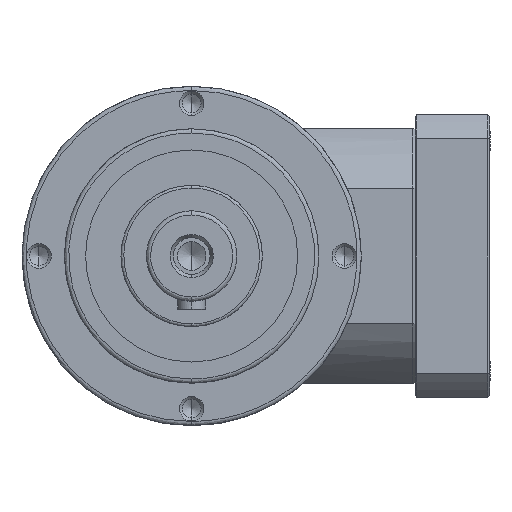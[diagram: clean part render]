
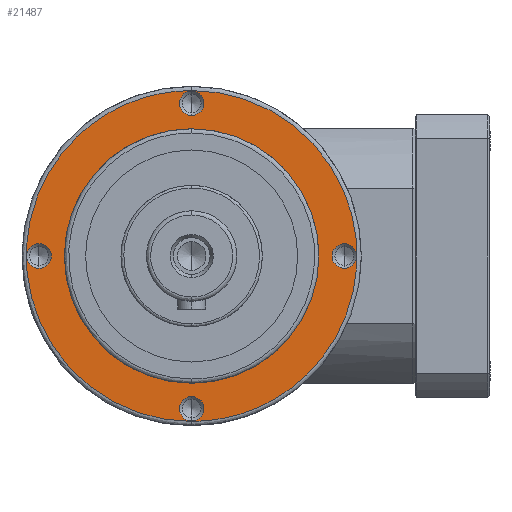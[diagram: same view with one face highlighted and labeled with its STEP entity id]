
A CAD part, left-side view. The second image highlights one B-rep face of the part: STEP entity #21487.
In plain terms, the highlighted face is planar.
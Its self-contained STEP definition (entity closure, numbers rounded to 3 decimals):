
#24 = AXIS2_PLACEMENT_3D ( 'NONE', #12952, #28658, #15178 ) ;
#1078 = ORIENTED_EDGE ( 'NONE', *, *, #10567, .T. ) ;
#1243 = DIRECTION ( 'NONE',  ( 1., 0., 0. ) ) ;
#1289 = EDGE_LOOP ( 'NONE', ( #5153, #7578 ) ) ;
#1440 = CARTESIAN_POINT ( 'NONE',  ( -49.676, 0., 64. ) ) ;
#1465 = EDGE_LOOP ( 'NONE', ( #11052, #4236 ) ) ;
#1482 = DIRECTION ( 'NONE',  ( 0., 0., -1. ) ) ;
#1704 = VERTEX_POINT ( 'NONE', #1440 ) ;
#2414 = VERTEX_POINT ( 'NONE', #25492 ) ;
#2772 = CARTESIAN_POINT ( 'NONE',  ( -54., 0., 64. ) ) ;
#3958 = VERTEX_POINT ( 'NONE', #27869 ) ;
#4236 = ORIENTED_EDGE ( 'NONE', *, *, #9308, .T. ) ;
#4430 = CIRCLE ( 'NONE', #29040, 45. ) ;
#4798 = DIRECTION ( 'NONE',  ( 0., 0., -1. ) ) ;
#4973 = DIRECTION ( 'NONE',  ( 1., 0., 0. ) ) ;
#5153 = ORIENTED_EDGE ( 'NONE', *, *, #11768, .T. ) ;
#5233 = CARTESIAN_POINT ( 'NONE',  ( 58.5, 0., 64. ) ) ;
#5239 = CARTESIAN_POINT ( 'NONE',  ( 0., 54., 64. ) ) ;
#5985 = CARTESIAN_POINT ( 'NONE',  ( -58.5, -117., 64. ) ) ;
#6871 = EDGE_LOOP ( 'NONE', ( #11365, #20090 ) ) ;
#7032 = FACE_BOUND ( 'NONE', #8249, .T. ) ;
#7104 = CARTESIAN_POINT ( 'NONE',  ( 0., 0., 64. ) ) ;
#7330 = ORIENTED_EDGE ( 'NONE', *, *, #20031, .F. ) ;
#7420 = EDGE_CURVE ( 'NONE', #12710, #23249, #26544, .T. ) ;
#7431 = DIRECTION ( 'NONE',  ( 1., 0., 0. ) ) ;
#7459 = ORIENTED_EDGE ( 'NONE', *, *, #16775, .T. ) ;
#7578 = ORIENTED_EDGE ( 'NONE', *, *, #8699, .T. ) ;
#7781 = EDGE_CURVE ( 'NONE', #1704, #19122, #18691, .T. ) ;
#8097 = CARTESIAN_POINT ( 'NONE',  ( -54., 0., 64. ) ) ;
#8249 = EDGE_LOOP ( 'NONE', ( #9264, #1078 ) ) ;
#8268 = AXIS2_PLACEMENT_3D ( 'NONE', #18052, #4798, #20421 ) ;
#8356 = EDGE_CURVE ( 'NONE', #13682, #21287, #25038, .T. ) ;
#8699 = EDGE_CURVE ( 'NONE', #3958, #28049, #4430, .T. ) ;
#9264 = ORIENTED_EDGE ( 'NONE', *, *, #7781, .T. ) ;
#9289 = DIRECTION ( 'NONE',  ( 1., 0., 0. ) ) ;
#9308 = EDGE_CURVE ( 'NONE', #11260, #2414, #12215, .T. ) ;
#9757 = ORIENTED_EDGE ( 'NONE', *, *, #11961, .F. ) ;
#9851 = EDGE_CURVE ( 'NONE', #2414, #11260, #25429, .T. ) ;
#10277 = CARTESIAN_POINT ( 'NONE',  ( -45., 0., 64. ) ) ;
#10358 = DIRECTION ( 'NONE',  ( 1., 0., 0. ) ) ;
#10567 = EDGE_CURVE ( 'NONE', #19122, #1704, #19709, .T. ) ;
#10859 = CARTESIAN_POINT ( 'NONE',  ( 54., 0., 64. ) ) ;
#11052 = ORIENTED_EDGE ( 'NONE', *, *, #9851, .T. ) ;
#11260 = VERTEX_POINT ( 'NONE', #20798 ) ;
#11365 = ORIENTED_EDGE ( 'NONE', *, *, #13725, .T. ) ;
#11463 = CARTESIAN_POINT ( 'NONE',  ( 0., 0., 64. ) ) ;
#11768 = EDGE_CURVE ( 'NONE', #28049, #3958, #14099, .T. ) ;
#11869 = CARTESIAN_POINT ( 'NONE',  ( -58.5, 117., 64. ) ) ;
#11961 = EDGE_CURVE ( 'NONE', #13562, #17795, #24130, .T. ) ;
#12139 = DIRECTION ( 'NONE',  ( 0., 0., -1. ) ) ;
#12215 = CIRCLE ( 'NONE', #23125, 4.324 ) ;
#12710 = VERTEX_POINT ( 'NONE', #14445 ) ;
#12952 = CARTESIAN_POINT ( 'NONE',  ( 0., -54., 64. ) ) ;
#13050 = FACE_OUTER_BOUND ( 'NONE', #24497, .T. ) ;
#13206 = DIRECTION ( 'NONE',  ( 1., 0., 0. ) ) ;
#13562 = VERTEX_POINT ( 'NONE', #24000 ) ;
#13682 = VERTEX_POINT ( 'NONE', #24473 ) ;
#13725 = EDGE_CURVE ( 'NONE', #21287, #13682, #22590, .T. ) ;
#13785 = DIRECTION ( 'NONE',  ( -1., 0., 0. ) ) ;
#14099 = CIRCLE ( 'NONE', #8268, 45. ) ;
#14191 = AXIS2_PLACEMENT_3D ( 'NONE', #8097, #23832, #10358 ) ;
#14445 = CARTESIAN_POINT ( 'NONE',  ( -4.324, -54., 64. ) ) ;
#14630 = DIRECTION ( 'NONE',  ( 0., 0., -1. ) ) ;
#14846 = CARTESIAN_POINT ( 'NONE',  ( 0., 54., 64. ) ) ;
#15136 = ORIENTED_EDGE ( 'NONE', *, *, #7420, .T. ) ;
#15178 = DIRECTION ( 'NONE',  ( 1., 0., 0. ) ) ;
#15327 = CIRCLE ( 'NONE', #24, 4.324 ) ;
#15537 = AXIS2_PLACEMENT_3D ( 'NONE', #2772, #18255, #4973 ) ;
#16310 = AXIS2_PLACEMENT_3D ( 'NONE', #14846, #1482, #16988 ) ;
#16775 = EDGE_CURVE ( 'NONE', #23249, #12710, #15327, .T. ) ;
#16988 = DIRECTION ( 'NONE',  ( 1., 0., 0. ) ) ;
#17037 = CARTESIAN_POINT ( 'NONE',  ( 58.5, -117., 64. ) ) ;
#17795 = VERTEX_POINT ( 'NONE', #28969 ) ;
#18052 = CARTESIAN_POINT ( 'NONE',  ( 0., 0., 64. ) ) ;
#18180 = FACE_BOUND ( 'NONE', #6871, .T. ) ;
#18255 = DIRECTION ( 'NONE',  ( 0., 0., -1. ) ) ;
#18555 = CARTESIAN_POINT ( 'NONE',  ( -58.5, 0., 64. ) ) ;
#18691 = CIRCLE ( 'NONE', #14191, 4.324 ) ;
#18908 = FACE_BOUND ( 'NONE', #1465, .T. ) ;
#19122 = VERTEX_POINT ( 'NONE', #23581 ) ;
#19277 = AXIS2_PLACEMENT_3D ( 'NONE', #25549, #12139, #27867 ) ;
#19709 = CIRCLE ( 'NONE', #15537, 4.324 ) ;
#19714 = CARTESIAN_POINT ( 'NONE',  ( 4.324, 54., 64. ) ) ;
#19994 =( BOUNDED_CURVE ( )  B_SPLINE_CURVE ( 3, ( #28333, #17037, #5985, #21660 ),
 .UNSPECIFIED., .F., .F. ) 
 B_SPLINE_CURVE_WITH_KNOTS ( ( 4, 4 ),
 ( 0., 0.5 ),
 .UNSPECIFIED. ) 
 CURVE ( )  GEOMETRIC_REPRESENTATION_ITEM ( )  RATIONAL_B_SPLINE_CURVE ( ( 1., 0.333, 0.333, 1. ) ) 
 REPRESENTATION_ITEM ( '' )  );
#20031 = EDGE_CURVE ( 'NONE', #17795, #13562, #19994, .T. ) ;
#20090 = ORIENTED_EDGE ( 'NONE', *, *, #8356, .T. ) ;
#20421 = DIRECTION ( 'NONE',  ( -1., 0., 0. ) ) ;
#20798 = CARTESIAN_POINT ( 'NONE',  ( 49.676, 0., 64. ) ) ;
#20856 = AXIS2_PLACEMENT_3D ( 'NONE', #7104, #22770, #9289 ) ;
#20936 = DIRECTION ( 'NONE',  ( 0., 0., -1. ) ) ;
#21287 = VERTEX_POINT ( 'NONE', #19714 ) ;
#21487 = ADVANCED_FACE ( 'NONE', ( #7032, #18908, #13050, #24183, #18180, #24897 ), #27250, .T. ) ;
#21660 = CARTESIAN_POINT ( 'NONE',  ( -58.5, 0., 64. ) ) ;
#22590 = CIRCLE ( 'NONE', #27111, 4.324 ) ;
#22770 = DIRECTION ( 'NONE',  ( 0., 0., 1. ) ) ;
#22863 = CARTESIAN_POINT ( 'NONE',  ( 4.324, -54., 64. ) ) ;
#23125 = AXIS2_PLACEMENT_3D ( 'NONE', #10859, #26617, #13206 ) ;
#23249 = VERTEX_POINT ( 'NONE', #22863 ) ;
#23581 = CARTESIAN_POINT ( 'NONE',  ( -58.324, 0., 64. ) ) ;
#23832 = DIRECTION ( 'NONE',  ( 0., 0., -1. ) ) ;
#24000 = CARTESIAN_POINT ( 'NONE',  ( -58.5, 0., 64. ) ) ;
#24130 =( BOUNDED_CURVE ( )  B_SPLINE_CURVE ( 3, ( #18555, #11869, #27601, #5233 ),
 .UNSPECIFIED., .F., .F. ) 
 B_SPLINE_CURVE_WITH_KNOTS ( ( 4, 4 ),
 ( 0.5, 1. ),
 .UNSPECIFIED. ) 
 CURVE ( )  GEOMETRIC_REPRESENTATION_ITEM ( )  RATIONAL_B_SPLINE_CURVE ( ( 1., 0.333, 0.333, 1. ) ) 
 REPRESENTATION_ITEM ( '' )  );
#24183 = FACE_BOUND ( 'NONE', #1289, .T. ) ;
#24243 = EDGE_LOOP ( 'NONE', ( #7459, #15136 ) ) ;
#24473 = CARTESIAN_POINT ( 'NONE',  ( -4.324, 54., 64. ) ) ;
#24497 = EDGE_LOOP ( 'NONE', ( #9757, #7330 ) ) ;
#24897 = FACE_BOUND ( 'NONE', #24243, .T. ) ;
#25038 = CIRCLE ( 'NONE', #16310, 4.324 ) ;
#25429 = CIRCLE ( 'NONE', #19277, 4.324 ) ;
#25492 = CARTESIAN_POINT ( 'NONE',  ( 58.324, 0., 64. ) ) ;
#25549 = CARTESIAN_POINT ( 'NONE',  ( 54., 0., 64. ) ) ;
#26142 = AXIS2_PLACEMENT_3D ( 'NONE', #28073, #14630, #1243 ) ;
#26544 = CIRCLE ( 'NONE', #26142, 4.324 ) ;
#26617 = DIRECTION ( 'NONE',  ( 0., 0., -1. ) ) ;
#27111 = AXIS2_PLACEMENT_3D ( 'NONE', #5239, #20936, #7431 ) ;
#27181 = DIRECTION ( 'NONE',  ( 0., 0., -1. ) ) ;
#27250 = PLANE ( 'NONE',  #20856 ) ;
#27601 = CARTESIAN_POINT ( 'NONE',  ( 58.5, 117., 64. ) ) ;
#27867 = DIRECTION ( 'NONE',  ( 1., 0., 0. ) ) ;
#27869 = CARTESIAN_POINT ( 'NONE',  ( 45., 0., 64. ) ) ;
#28049 = VERTEX_POINT ( 'NONE', #10277 ) ;
#28073 = CARTESIAN_POINT ( 'NONE',  ( 0., -54., 64. ) ) ;
#28333 = CARTESIAN_POINT ( 'NONE',  ( 58.5, 0., 64. ) ) ;
#28658 = DIRECTION ( 'NONE',  ( 0., 0., -1. ) ) ;
#28969 = CARTESIAN_POINT ( 'NONE',  ( 58.5, 0., 64. ) ) ;
#29040 = AXIS2_PLACEMENT_3D ( 'NONE', #11463, #27181, #13785 ) ;
